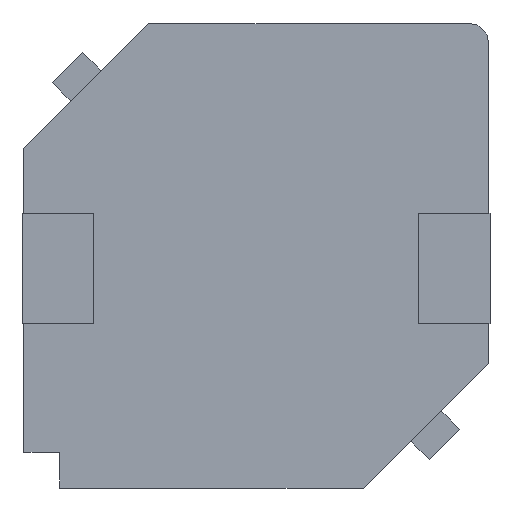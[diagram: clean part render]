
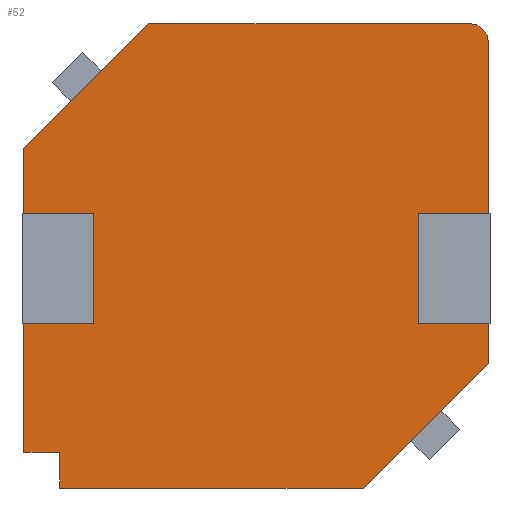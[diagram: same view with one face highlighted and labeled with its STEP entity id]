
A CAD part, front view. The second image highlights one B-rep face of the part: STEP entity #52.
In plain terms, the highlighted planar face has unit normal (0, -1, 0).
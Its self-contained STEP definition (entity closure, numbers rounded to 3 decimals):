
#6 = VECTOR ( 'NONE', #1242, 1000. ) ;
#32 = EDGE_CURVE ( 'NONE', #1081, #1080, #686, .T. ) ;
#36 = EDGE_CURVE ( 'NONE', #1085, #1081, #689, .T. ) ;
#46 = EDGE_CURVE ( 'NONE', #1050, #1085, #308, .T. ) ;
#50 = EDGE_CURVE ( 'NONE', #1080, #1077, #702, .T. ) ;
#52 = ADVANCED_FACE ( 'NONE', ( #705 ), #1245, .F. ) ;
#206 = CARTESIAN_POINT ( 'NONE',  ( 3., 0., -6.5 ) ) ;
#207 = DIRECTION ( 'NONE',  ( -0.707, 0., -0.707 ) ) ;
#218 = CARTESIAN_POINT ( 'NONE',  ( 6.5, 0., -3. ) ) ;
#219 = DIRECTION ( 'NONE',  ( 0., 0., -1. ) ) ;
#308 = CIRCLE ( 'NONE', #2755, 0.5 ) ;
#360 = EDGE_CURVE ( 'NONE', #1077, #1076, #1713, .T. ) ;
#363 = EDGE_CURVE ( 'NONE', #1076, #1073, #1716, .T. ) ;
#366 = EDGE_CURVE ( 'NONE', #1073, #1071, #1719, .T. ) ;
#369 = EDGE_CURVE ( 'NONE', #1071, #1069, #1722, .T. ) ;
#371 = EDGE_CURVE ( 'NONE', #1069, #1050, #1724, .T. ) ;
#686 = LINE ( 'NONE', #206, #2745 ) ;
#689 = LINE ( 'NONE', #218, #2739 ) ;
#702 = LINE ( 'NONE', #1241, #6 ) ;
#705 = FACE_OUTER_BOUND ( 'NONE', #851, .T. ) ;
#851 = EDGE_LOOP ( 'NONE', ( #1010, #1011, #1012, #1009, #1013, #1014, #1015, #1016, #1017 ) ) ;
#1009 = ORIENTED_EDGE ( 'NONE', *, *, #366, .F. ) ;
#1010 = ORIENTED_EDGE ( 'NONE', *, *, #46, .F. ) ;
#1011 = ORIENTED_EDGE ( 'NONE', *, *, #371, .F. ) ;
#1012 = ORIENTED_EDGE ( 'NONE', *, *, #369, .F. ) ;
#1013 = ORIENTED_EDGE ( 'NONE', *, *, #363, .F. ) ;
#1014 = ORIENTED_EDGE ( 'NONE', *, *, #360, .F. ) ;
#1015 = ORIENTED_EDGE ( 'NONE', *, *, #50, .F. ) ;
#1016 = ORIENTED_EDGE ( 'NONE', *, *, #32, .F. ) ;
#1017 = ORIENTED_EDGE ( 'NONE', *, *, #36, .F. ) ;
#1050 = VERTEX_POINT ( 'NONE', #2610 ) ;
#1069 = VERTEX_POINT ( 'NONE', #2639 ) ;
#1071 = VERTEX_POINT ( 'NONE', #2641 ) ;
#1073 = VERTEX_POINT ( 'NONE', #2643 ) ;
#1076 = VERTEX_POINT ( 'NONE', #2646 ) ;
#1077 = VERTEX_POINT ( 'NONE', #2647 ) ;
#1080 = VERTEX_POINT ( 'NONE', #2650 ) ;
#1081 = VERTEX_POINT ( 'NONE', #2651 ) ;
#1085 = VERTEX_POINT ( 'NONE', #2655 ) ;
#1228 = CARTESIAN_POINT ( 'NONE',  ( 6., 0., 6. ) ) ;
#1229 = DIRECTION ( 'NONE',  ( 0., 1., 0. ) ) ;
#1230 = DIRECTION ( 'NONE',  ( 0., 0., 1. ) ) ;
#1241 = CARTESIAN_POINT ( 'NONE',  ( -5.5, 0., -6.5 ) ) ;
#1242 = DIRECTION ( 'NONE',  ( -1., 0., 0. ) ) ;
#1245 = PLANE ( 'NONE',  #1345 ) ;
#1246 = CARTESIAN_POINT ( 'NONE',  ( 6., 0., 6. ) ) ;
#1247 = DIRECTION ( 'NONE',  ( 0., 1., 0. ) ) ;
#1248 = DIRECTION ( 'NONE',  ( 0., 0., 1. ) ) ;
#1345 = AXIS2_PLACEMENT_3D ( 'NONE', #1246, #1247, #1248 ) ;
#1713 = LINE ( 'NONE', #2169, #2223 ) ;
#1716 = LINE ( 'NONE', #2175, #2226 ) ;
#1719 = LINE ( 'NONE', #2181, #2229 ) ;
#1722 = LINE ( 'NONE', #2187, #2233 ) ;
#1724 = LINE ( 'NONE', #2191, #2235 ) ;
#2169 = CARTESIAN_POINT ( 'NONE',  ( -5.5, 0., -6.5 ) ) ;
#2170 = DIRECTION ( 'NONE',  ( 0., 0., 1. ) ) ;
#2175 = CARTESIAN_POINT ( 'NONE',  ( -6.5, 0., -5.5 ) ) ;
#2176 = DIRECTION ( 'NONE',  ( -1., 0., 0. ) ) ;
#2181 = CARTESIAN_POINT ( 'NONE',  ( -6.5, 0., -5.5 ) ) ;
#2182 = DIRECTION ( 'NONE',  ( 0., 0., 1. ) ) ;
#2187 = CARTESIAN_POINT ( 'NONE',  ( -6.5, 0., 3. ) ) ;
#2188 = DIRECTION ( 'NONE',  ( 0.707, 0., 0.707 ) ) ;
#2191 = CARTESIAN_POINT ( 'NONE',  ( -3., 0., 6.5 ) ) ;
#2192 = DIRECTION ( 'NONE',  ( 1., 0., 0. ) ) ;
#2223 = VECTOR ( 'NONE', #2170, 1000. ) ;
#2226 = VECTOR ( 'NONE', #2176, 1000. ) ;
#2229 = VECTOR ( 'NONE', #2182, 1000. ) ;
#2233 = VECTOR ( 'NONE', #2188, 1000. ) ;
#2235 = VECTOR ( 'NONE', #2192, 1000. ) ;
#2610 = CARTESIAN_POINT ( 'NONE',  ( 6., 0., 6.5 ) ) ;
#2639 = CARTESIAN_POINT ( 'NONE',  ( -3., 0., 6.5 ) ) ;
#2641 = CARTESIAN_POINT ( 'NONE',  ( -6.5, 0., 3. ) ) ;
#2643 = CARTESIAN_POINT ( 'NONE',  ( -6.5, 0., -5.5 ) ) ;
#2646 = CARTESIAN_POINT ( 'NONE',  ( -5.5, 0., -5.5 ) ) ;
#2647 = CARTESIAN_POINT ( 'NONE',  ( -5.5, 0., -6.5 ) ) ;
#2650 = CARTESIAN_POINT ( 'NONE',  ( 3., 0., -6.5 ) ) ;
#2651 = CARTESIAN_POINT ( 'NONE',  ( 6.5, 0., -3. ) ) ;
#2655 = CARTESIAN_POINT ( 'NONE',  ( 6.5, 0., 6. ) ) ;
#2739 = VECTOR ( 'NONE', #219, 1000. ) ;
#2745 = VECTOR ( 'NONE', #207, 1000. ) ;
#2755 = AXIS2_PLACEMENT_3D ( 'NONE', #1228, #1229, #1230 ) ;
